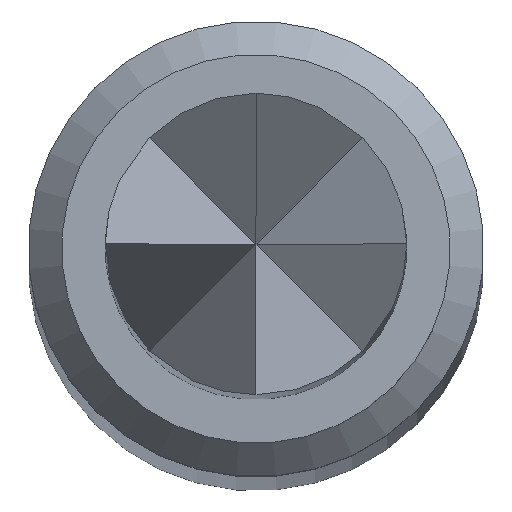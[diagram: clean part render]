
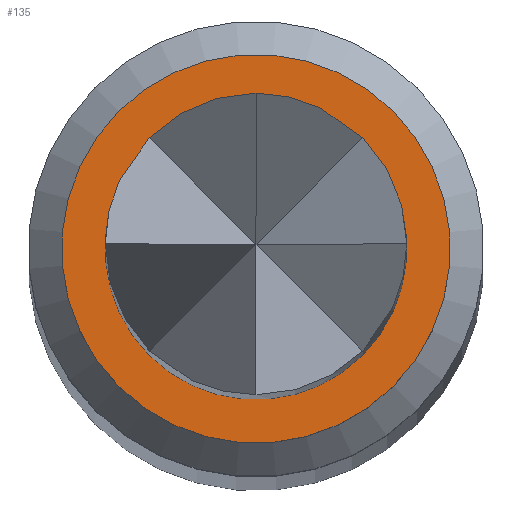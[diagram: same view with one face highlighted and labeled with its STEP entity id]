
A CAD part, top view. The second image highlights one B-rep face of the part: STEP entity #135.
In plain terms, the highlighted planar face has unit normal (0, 0, 1).
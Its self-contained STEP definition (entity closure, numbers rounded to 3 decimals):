
#118=FACE_BOUND('',#171,.T.);
#119=FACE_BOUND('',#172,.T.);
#135=ADVANCED_FACE('',(#118,#119),#152,.T.);
#152=PLANE('',#297);
#171=EDGE_LOOP('',(#196));
#172=EDGE_LOOP('',(#197));
#196=ORIENTED_EDGE('',*,*,#261,.F.);
#197=ORIENTED_EDGE('',*,*,#262,.T.);
#244=VERTEX_POINT('',#407);
#245=VERTEX_POINT('',#409);
#261=EDGE_CURVE('',#244,#244,#285,.T.);
#262=EDGE_CURVE('',#245,#245,#286,.T.);
#285=CIRCLE('',#295,0.58);
#286=CIRCLE('',#296,0.45);
#295=AXIS2_PLACEMENT_3D('',#406,#332,#333);
#296=AXIS2_PLACEMENT_3D('',#408,#334,#335);
#297=AXIS2_PLACEMENT_3D('',#410,#336,#337);
#332=DIRECTION('',(0.,0.,-1.));
#333=DIRECTION('',(-0.707,0.707,0.));
#334=DIRECTION('',(0.,0.,-1.));
#335=DIRECTION('',(-0.707,0.707,0.));
#336=DIRECTION('',(0.,0.,1.));
#337=DIRECTION('',(0.707,-0.707,0.));
#406=CARTESIAN_POINT('',(0.,0.,25.));
#407=CARTESIAN_POINT('',(-0.41,0.41,25.));
#408=CARTESIAN_POINT('',(0.,0.,25.));
#409=CARTESIAN_POINT('',(-0.318,0.318,25.));
#410=CARTESIAN_POINT('',(0.41,0.41,25.));
